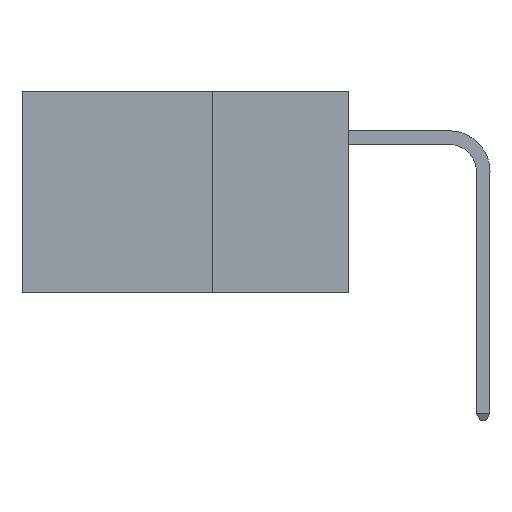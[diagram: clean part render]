
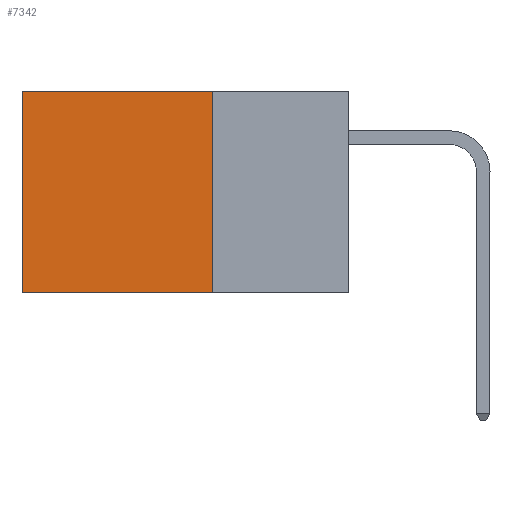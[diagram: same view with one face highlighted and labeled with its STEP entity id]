
A CAD part, left-side view. The second image highlights one B-rep face of the part: STEP entity #7342.
In plain terms, the highlighted planar face has unit normal (-1, 0, 0).
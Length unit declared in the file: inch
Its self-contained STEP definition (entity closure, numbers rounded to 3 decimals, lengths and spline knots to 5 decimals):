
#221 = CARTESIAN_POINT ( 'NONE',  ( 0.2875, 0.6, 0. ) ) ;
#357 = DIRECTION ( 'NONE',  ( 0., 0., -1. ) ) ;
#378 = CARTESIAN_POINT ( 'NONE',  ( 0.2875, 0.6, 0. ) ) ;
#734 = LINE ( 'NONE', #378, #4374 ) ;
#738 = VECTOR ( 'NONE', #6657, 39.37008 ) ;
#1495 = CARTESIAN_POINT ( 'NONE',  ( 0.2875, 0.25, 0. ) ) ;
#1497 = PLANE ( 'NONE',  #2983 ) ;
#1788 = ORIENTED_EDGE ( 'NONE', *, *, #8260, .T. ) ;
#1857 = ORIENTED_EDGE ( 'NONE', *, *, #4227, .F. ) ;
#1946 = DIRECTION ( 'NONE',  ( 0., 0., -1. ) ) ;
#2027 = ORIENTED_EDGE ( 'NONE', *, *, #4647, .F. ) ;
#2134 = CARTESIAN_POINT ( 'NONE',  ( 0.2875, 0.25, 0. ) ) ;
#2149 = ORIENTED_EDGE ( 'NONE', *, *, #7604, .T. ) ;
#2183 = CARTESIAN_POINT ( 'NONE',  ( 0.2875, 0.25, -0.37 ) ) ;
#2400 = VECTOR ( 'NONE', #4635, 39.37008 ) ;
#2850 = VERTEX_POINT ( 'NONE', #221 ) ;
#2983 = AXIS2_PLACEMENT_3D ( 'NONE', #1495, #6824, #1946 ) ;
#3204 = FACE_OUTER_BOUND ( 'NONE', #7704, .T. ) ;
#4227 = EDGE_CURVE ( 'NONE', #7998, #8440, #7275, .T. ) ;
#4275 = LINE ( 'NONE', #4672, #2400 ) ;
#4374 = VECTOR ( 'NONE', #357, 39.37008 ) ;
#4635 = DIRECTION ( 'NONE',  ( 0., 1., 0. ) ) ;
#4647 = EDGE_CURVE ( 'NONE', #7487, #7998, #8166, .T. ) ;
#4672 = CARTESIAN_POINT ( 'NONE',  ( 0.2875, 0.25, 0. ) ) ;
#5624 = DIRECTION ( 'NONE',  ( 0., 0., -1. ) ) ;
#6183 = CARTESIAN_POINT ( 'NONE',  ( 0.2875, 0.6, -0.37 ) ) ;
#6657 = DIRECTION ( 'NONE',  ( 0., 1., 0. ) ) ;
#6683 = CARTESIAN_POINT ( 'NONE',  ( 0.2875, 0.25, -0.37 ) ) ;
#6742 = CARTESIAN_POINT ( 'NONE',  ( 0.2875, 0.25, 0. ) ) ;
#6824 = DIRECTION ( 'NONE',  ( 1., 0., 0. ) ) ;
#7275 = LINE ( 'NONE', #6683, #738 ) ;
#7342 = ADVANCED_FACE ( 'NONE', ( #3204 ), #1497, .F. ) ;
#7487 = VERTEX_POINT ( 'NONE', #2134 ) ;
#7604 = EDGE_CURVE ( 'NONE', #7487, #2850, #4275, .T. ) ;
#7704 = EDGE_LOOP ( 'NONE', ( #1788, #1857, #2027, #2149 ) ) ;
#7998 = VERTEX_POINT ( 'NONE', #2183 ) ;
#8133 = VECTOR ( 'NONE', #5624, 39.37008 ) ;
#8166 = LINE ( 'NONE', #6742, #8133 ) ;
#8260 = EDGE_CURVE ( 'NONE', #2850, #8440, #734, .T. ) ;
#8440 = VERTEX_POINT ( 'NONE', #6183 ) ;
